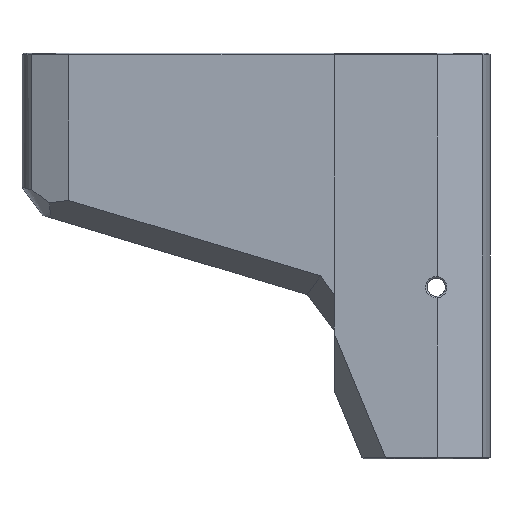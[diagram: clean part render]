
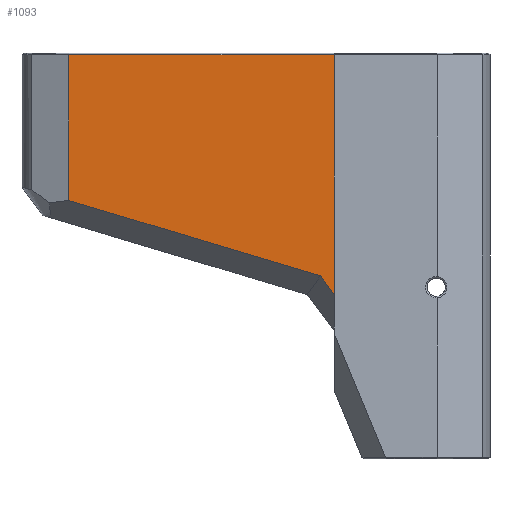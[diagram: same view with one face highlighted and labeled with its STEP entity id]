
A CAD part, left-side view. The second image highlights one B-rep face of the part: STEP entity #1093.
In plain terms, the highlighted planar face has unit normal (-1, 0.03, 0).
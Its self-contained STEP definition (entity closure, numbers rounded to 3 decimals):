
#172=ORIENTED_EDGE('',*,*,#440,.T.);
#173=ORIENTED_EDGE('',*,*,#481,.T.);
#174=ORIENTED_EDGE('',*,*,#482,.T.);
#175=ORIENTED_EDGE('',*,*,#483,.T.);
#176=ORIENTED_EDGE('',*,*,#484,.T.);
#440=EDGE_CURVE('',#599,#598,#690,.T.);
#481=EDGE_CURVE('',#598,#636,#715,.T.);
#482=EDGE_CURVE('',#636,#637,#716,.T.);
#483=EDGE_CURVE('',#637,#638,#717,.T.);
#484=EDGE_CURVE('',#638,#599,#718,.T.);
#598=VERTEX_POINT('',#1592);
#599=VERTEX_POINT('',#1594);
#636=VERTEX_POINT('',#1756);
#637=VERTEX_POINT('',#1758);
#638=VERTEX_POINT('',#1760);
#690=LINE('',#1593,#802);
#715=LINE('',#1755,#827);
#716=LINE('',#1757,#828);
#717=LINE('',#1759,#829);
#718=LINE('',#1761,#830);
#802=VECTOR('',#1288,1000.);
#827=VECTOR('',#1347,1000.);
#828=VECTOR('',#1348,1000.);
#829=VECTOR('',#1349,1000.);
#830=VECTOR('',#1350,1000.);
#907=EDGE_LOOP('',(#172,#173,#174,#175,#176));
#981=FACE_BOUND('',#907,.T.);
#1044=PLANE('',#1186);
#1093=ADVANCED_FACE('',(#981),#1044,.T.);
#1186=AXIS2_PLACEMENT_3D('',#1754,#1345,#1346);
#1288=DIRECTION('',(0.,0.,1.));
#1345=DIRECTION('',(-1.,0.03,0.));
#1346=DIRECTION('',(-0.03,-1.,0.));
#1347=DIRECTION('',(0.03,1.,0.));
#1348=DIRECTION('',(0.,0.,-1.));
#1349=DIRECTION('',(-0.029,-0.957,-0.287));
#1350=DIRECTION('',(-0.018,-0.597,-0.802));
#1592=CARTESIAN_POINT('',(-15.759,-157.939,615.255));
#1593=CARTESIAN_POINT('',(-15.759,-157.939,518.755));
#1594=CARTESIAN_POINT('',(-15.759,-157.939,538.478));
#1754=CARTESIAN_POINT('',(-14.259,-107.939,518.755));
#1755=CARTESIAN_POINT('',(-14.259,-107.939,615.255));
#1756=CARTESIAN_POINT('',(-13.209,-72.933,615.255));
#1757=CARTESIAN_POINT('',(-13.209,-72.933,518.755));
#1758=CARTESIAN_POINT('',(-13.209,-72.933,568.564));
#1759=CARTESIAN_POINT('',(-14.584,-118.749,554.82));
#1760=CARTESIAN_POINT('',(-15.628,-153.548,544.38));
#1761=CARTESIAN_POINT('',(-15.928,-163.552,530.934));
